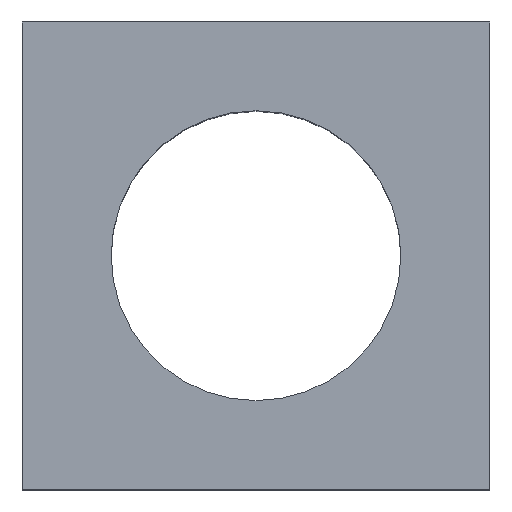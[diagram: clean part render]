
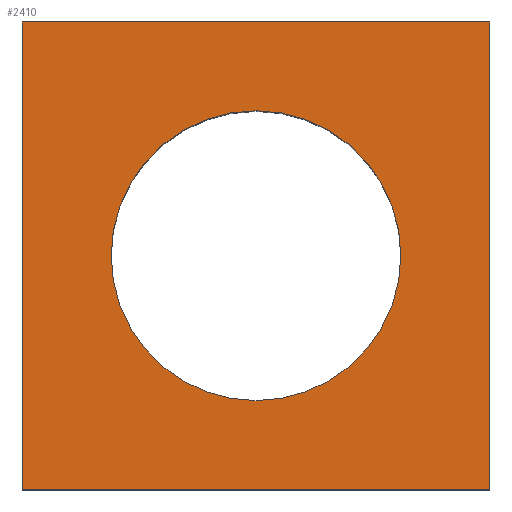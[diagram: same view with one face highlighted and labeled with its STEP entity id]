
A CAD part, top view. The second image highlights one B-rep face of the part: STEP entity #2410.
In plain terms, the highlighted planar face has unit normal (0, 0, 1).
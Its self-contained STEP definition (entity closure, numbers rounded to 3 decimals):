
#309 = ORIENTED_EDGE ( 'NONE', *, *, #2135, .T. ) ;
#1102 = EDGE_LOOP ( 'NONE', ( #1913, #1914, #1915, #1916 ) ) ;
#1110 = EDGE_LOOP ( 'NONE', ( #309, #1912 ) ) ;
#1523 = VECTOR ( 'NONE', #2462, 1000. ) ;
#1524 = VERTEX_POINT ( 'NONE', #2202 ) ;
#1525 = VECTOR ( 'NONE', #2467, 1000. ) ;
#1529 = VECTOR ( 'NONE', #2470, 1000. ) ;
#1531 = CIRCLE ( 'NONE', #1536, 3.1 ) ;
#1536 = AXIS2_PLACEMENT_3D ( 'NONE', #2473, #2474, #2475 ) ;
#1541 = VERTEX_POINT ( 'NONE', #2211 ) ;
#1546 = VERTEX_POINT ( 'NONE', #2214 ) ;
#1569 = VERTEX_POINT ( 'NONE', #2226 ) ;
#1572 = VERTEX_POINT ( 'NONE', #2228 ) ;
#1604 = VERTEX_POINT ( 'NONE', #2245 ) ;
#1684 = AXIS2_PLACEMENT_3D ( 'NONE', #2100, #2112, #2113 ) ;
#1716 = VECTOR ( 'NONE', #2696, 1000. ) ;
#1912 = ORIENTED_EDGE ( 'NONE', *, *, #2894, .T. ) ;
#1913 = ORIENTED_EDGE ( 'NONE', *, *, #2851, .T. ) ;
#1914 = ORIENTED_EDGE ( 'NONE', *, *, #1990, .T. ) ;
#1915 = ORIENTED_EDGE ( 'NONE', *, *, #2133, .T. ) ;
#1916 = ORIENTED_EDGE ( 'NONE', *, *, #2134, .T. ) ;
#1990 = EDGE_CURVE ( 'NONE', #1541, #1569, #2448, .T. ) ;
#2100 = CARTESIAN_POINT ( 'NONE',  ( -5., -5., 8. ) ) ;
#2105 = FACE_OUTER_BOUND ( 'NONE', #1102, .T. ) ;
#2109 = FACE_BOUND ( 'NONE', #1110, .T. ) ;
#2110 = PLANE ( 'NONE',  #1684 ) ;
#2112 = DIRECTION ( 'NONE',  ( 0., 0., 1. ) ) ;
#2113 = DIRECTION ( 'NONE',  ( 1., 0., 0. ) ) ;
#2133 = EDGE_CURVE ( 'NONE', #1569, #1572, #2458, .T. ) ;
#2134 = EDGE_CURVE ( 'NONE', #1572, #1546, #2468, .T. ) ;
#2135 = EDGE_CURVE ( 'NONE', #1524, #1604, #1531, .T. ) ;
#2202 = CARTESIAN_POINT ( 'NONE',  ( -3.1, 0., 8. ) ) ;
#2211 = CARTESIAN_POINT ( 'NONE',  ( -5., -5., 8. ) ) ;
#2214 = CARTESIAN_POINT ( 'NONE',  ( -5., 5., 8. ) ) ;
#2226 = CARTESIAN_POINT ( 'NONE',  ( 5., -5., 8. ) ) ;
#2228 = CARTESIAN_POINT ( 'NONE',  ( 5., 5., 8. ) ) ;
#2245 = CARTESIAN_POINT ( 'NONE',  ( 3.1, 0., 8. ) ) ;
#2410 = ADVANCED_FACE ( 'NONE', ( #2109, #2105 ), #2110, .T. ) ;
#2448 = LINE ( 'NONE', #2460, #1523 ) ;
#2458 = LINE ( 'NONE', #2466, #1525 ) ;
#2460 = CARTESIAN_POINT ( 'NONE',  ( -5., -5., 8. ) ) ;
#2462 = DIRECTION ( 'NONE',  ( 1., 0., 0. ) ) ;
#2466 = CARTESIAN_POINT ( 'NONE',  ( 5., 5., 8. ) ) ;
#2467 = DIRECTION ( 'NONE',  ( 0., 1., 0. ) ) ;
#2468 = LINE ( 'NONE', #2469, #1529 ) ;
#2469 = CARTESIAN_POINT ( 'NONE',  ( -5., 5., 8. ) ) ;
#2470 = DIRECTION ( 'NONE',  ( -1., 0., 0. ) ) ;
#2473 = CARTESIAN_POINT ( 'NONE',  ( 0., 0., 8. ) ) ;
#2474 = DIRECTION ( 'NONE',  ( 0., 0., -1. ) ) ;
#2475 = DIRECTION ( 'NONE',  ( -1., 0., 0. ) ) ;
#2694 = LINE ( 'NONE', #2695, #1716 ) ;
#2695 = CARTESIAN_POINT ( 'NONE',  ( -5., 5., 8. ) ) ;
#2696 = DIRECTION ( 'NONE',  ( 0., -1., 0. ) ) ;
#2825 = CARTESIAN_POINT ( 'NONE',  ( 0., 0., 8. ) ) ;
#2826 = DIRECTION ( 'NONE',  ( 0., 0., -1. ) ) ;
#2827 = DIRECTION ( 'NONE',  ( -1., 0., 0. ) ) ;
#2851 = EDGE_CURVE ( 'NONE', #1546, #1541, #2694, .T. ) ;
#2894 = EDGE_CURVE ( 'NONE', #1604, #1524, #2991, .T. ) ;
#2991 = CIRCLE ( 'NONE', #2993, 3.1 ) ;
#2993 = AXIS2_PLACEMENT_3D ( 'NONE', #2825, #2826, #2827 ) ;
